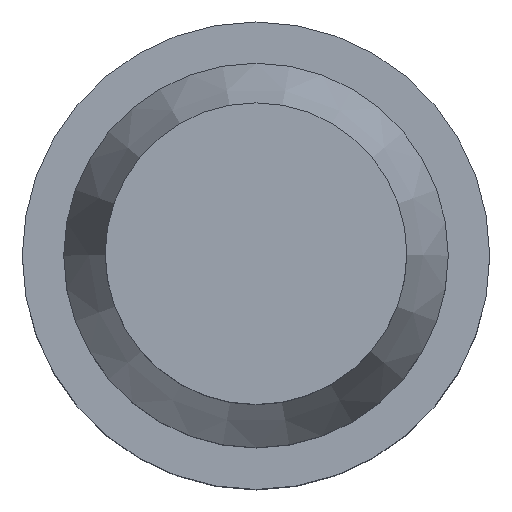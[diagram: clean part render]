
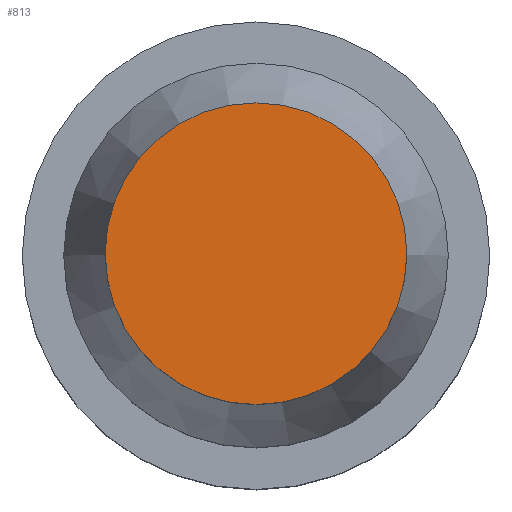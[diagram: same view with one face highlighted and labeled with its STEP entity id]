
A CAD part, top view. The second image highlights one B-rep face of the part: STEP entity #813.
In plain terms, the highlighted planar face has unit normal (0, 0, 1).
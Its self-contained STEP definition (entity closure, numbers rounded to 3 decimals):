
#53=CIRCLE($,#858,10.);
#116=FACE_OUTER_BOUND($,#168,.T.);
#168=EDGE_LOOP($,(#678));
#410=VERTEX_POINT($,#1450);
#515=EDGE_CURVE($,#410,#410,#53,.T.);
#678=ORIENTED_EDGE($,*,*,#515,.F.);
#763=PLANE($,#859);
#813=ADVANCED_FACE($,(#116),#763,.F.);
#858=AXIS2_PLACEMENT_3D($,#1451,#1003,#1004);
#859=AXIS2_PLACEMENT_3D($,#1452,#1005,#1006);
#1003=DIRECTION('center_axis',(0.,0.,-1.));
#1004=DIRECTION('ref_axis',(-1.,0.,0.));
#1005=DIRECTION('center_axis',(0.,0.,-1.));
#1006=DIRECTION('ref_axis',(-1.,0.,0.));
#1450=CARTESIAN_POINT('',(10.,0.,97.));
#1451=CARTESIAN_POINT('Origin',(0.,0.,97.));
#1452=CARTESIAN_POINT('Origin',(0.,0.,97.));
